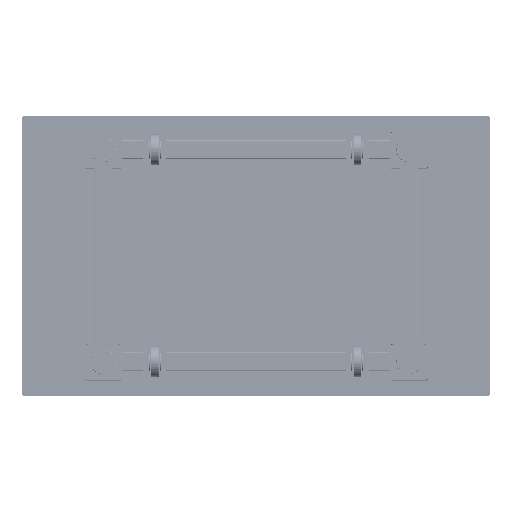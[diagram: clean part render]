
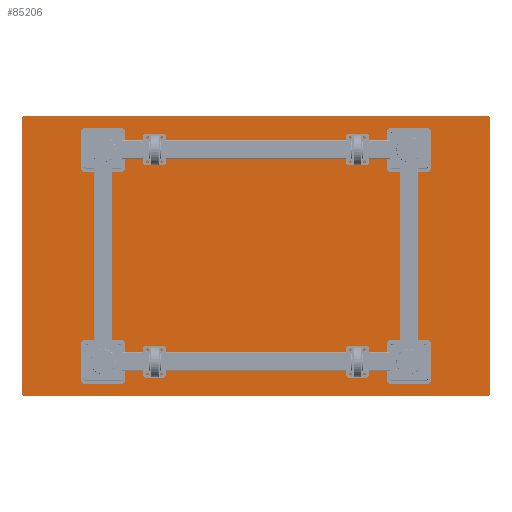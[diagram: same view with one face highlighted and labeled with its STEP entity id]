
A CAD part, top view. The second image highlights one B-rep face of the part: STEP entity #85206.
In plain terms, the highlighted planar face has unit normal (0, 0, 1).
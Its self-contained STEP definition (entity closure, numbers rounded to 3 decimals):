
#1638 = CARTESIAN_POINT ( 'NONE',  ( 679.587, 466.606, -299.001 ) ) ;
#1702 = AXIS2_PLACEMENT_3D ( 'NONE', #70168, #171353, #127032 ) ;
#8680 = ORIENTED_EDGE ( 'NONE', *, *, #88451, .T. ) ;
#9760 = DIRECTION ( 'NONE',  ( 0., 1., 0. ) ) ;
#9986 = EDGE_CURVE ( 'NONE', #158613, #25636, #98386, .T. ) ;
#12293 = CARTESIAN_POINT ( 'NONE',  ( 690.587, 466.606, -299.001 ) ) ;
#12439 = VECTOR ( 'NONE', #123634, 1000. ) ;
#14546 = DIRECTION ( 'NONE',  ( 0., -1., 0. ) ) ;
#21082 = CARTESIAN_POINT ( 'NONE',  ( -798.413, -422.394, -299.001 ) ) ;
#21530 = EDGE_CURVE ( 'NONE', #159772, #67211, #161154, .T. ) ;
#23496 = CARTESIAN_POINT ( 'NONE',  ( -798.413, 466.606, -299.001 ) ) ;
#25636 = VERTEX_POINT ( 'NONE', #12293 ) ;
#25759 = CARTESIAN_POINT ( 'NONE',  ( 690.587, -411.394, -299.001 ) ) ;
#25772 = VERTEX_POINT ( 'NONE', #136503 ) ;
#25821 = ORIENTED_EDGE ( 'NONE', *, *, #165677, .T. ) ;
#28050 = LINE ( 'NONE', #42521, #114566 ) ;
#29622 = ORIENTED_EDGE ( 'NONE', *, *, #161624, .T. ) ;
#31960 = CARTESIAN_POINT ( 'NONE',  ( 679.587, 466.606, -299.001 ) ) ;
#32873 = CIRCLE ( 'NONE', #115908, 11. ) ;
#40109 = CIRCLE ( 'NONE', #55391, 11. ) ;
#42521 = CARTESIAN_POINT ( 'NONE',  ( -809.413, 466.606, -299.001 ) ) ;
#43561 = FACE_OUTER_BOUND ( 'NONE', #78169, .T. ) ;
#53250 = ORIENTED_EDGE ( 'NONE', *, *, #144848, .T. ) ;
#55391 = AXIS2_PLACEMENT_3D ( 'NONE', #117441, #89501, #188741 ) ;
#60066 = ORIENTED_EDGE ( 'NONE', *, *, #21530, .T. ) ;
#64885 = LINE ( 'NONE', #93781, #12439 ) ;
#65674 = CIRCLE ( 'NONE', #111854, 11. ) ;
#67211 = VERTEX_POINT ( 'NONE', #147436 ) ;
#70168 = CARTESIAN_POINT ( 'NONE',  ( -798.413, -411.394, -299.001 ) ) ;
#74363 = DIRECTION ( 'NONE',  ( 0., 0., 1. ) ) ;
#75851 = DIRECTION ( 'NONE',  ( 0., 1., 0. ) ) ;
#78169 = EDGE_LOOP ( 'NONE', ( #133929, #29622, #25821, #8680, #53250, #128323, #60066, #155580 ) ) ;
#83214 = DIRECTION ( 'NONE',  ( 0., 1., 0. ) ) ;
#85206 = ADVANCED_FACE ( 'NONE', ( #43561 ), #118675, .T. ) ;
#88451 = EDGE_CURVE ( 'NONE', #190768, #180229, #65674, .T. ) ;
#89501 = DIRECTION ( 'NONE',  ( 0., 0., 1. ) ) ;
#93781 = CARTESIAN_POINT ( 'NONE',  ( 679.587, 477.606, -299.001 ) ) ;
#97020 = CIRCLE ( 'NONE', #1702, 11. ) ;
#98386 = LINE ( 'NONE', #185129, #170847 ) ;
#102356 = DIRECTION ( 'NONE',  ( 1., 0., 0. ) ) ;
#108703 = EDGE_CURVE ( 'NONE', #25772, #159772, #97020, .T. ) ;
#111854 = AXIS2_PLACEMENT_3D ( 'NONE', #23496, #169015, #83214 ) ;
#114566 = VECTOR ( 'NONE', #14546, 1000. ) ;
#115908 = AXIS2_PLACEMENT_3D ( 'NONE', #1638, #146219, #75851 ) ;
#117441 = CARTESIAN_POINT ( 'NONE',  ( 679.587, -411.394, -299.001 ) ) ;
#118675 = PLANE ( 'NONE',  #169515 ) ;
#122432 = CARTESIAN_POINT ( 'NONE',  ( 679.587, 477.606, -299.001 ) ) ;
#123634 = DIRECTION ( 'NONE',  ( -1., 0., 0. ) ) ;
#127032 = DIRECTION ( 'NONE',  ( 0., 1., 0. ) ) ;
#128323 = ORIENTED_EDGE ( 'NONE', *, *, #108703, .T. ) ;
#132252 = CARTESIAN_POINT ( 'NONE',  ( 679.587, -422.394, -299.001 ) ) ;
#133929 = ORIENTED_EDGE ( 'NONE', *, *, #9986, .T. ) ;
#136503 = CARTESIAN_POINT ( 'NONE',  ( -809.413, -411.394, -299.001 ) ) ;
#143954 = VECTOR ( 'NONE', #102356, 1000. ) ;
#144848 = EDGE_CURVE ( 'NONE', #180229, #25772, #28050, .T. ) ;
#146219 = DIRECTION ( 'NONE',  ( 0., 0., 1. ) ) ;
#147436 = CARTESIAN_POINT ( 'NONE',  ( 679.587, -422.394, -299.001 ) ) ;
#148570 = DIRECTION ( 'NONE',  ( 0., -1., 0. ) ) ;
#155580 = ORIENTED_EDGE ( 'NONE', *, *, #173766, .T. ) ;
#158613 = VERTEX_POINT ( 'NONE', #25759 ) ;
#159772 = VERTEX_POINT ( 'NONE', #21082 ) ;
#161154 = LINE ( 'NONE', #132252, #143954 ) ;
#161624 = EDGE_CURVE ( 'NONE', #25636, #173609, #32873, .T. ) ;
#165677 = EDGE_CURVE ( 'NONE', #173609, #190768, #64885, .T. ) ;
#166439 = CARTESIAN_POINT ( 'NONE',  ( -809.413, 466.606, -299.001 ) ) ;
#169015 = DIRECTION ( 'NONE',  ( 0., 0., 1. ) ) ;
#169515 = AXIS2_PLACEMENT_3D ( 'NONE', #31960, #74363, #148570 ) ;
#170847 = VECTOR ( 'NONE', #9760, 1000. ) ;
#171353 = DIRECTION ( 'NONE',  ( 0., 0., 1. ) ) ;
#173609 = VERTEX_POINT ( 'NONE', #122432 ) ;
#173766 = EDGE_CURVE ( 'NONE', #67211, #158613, #40109, .T. ) ;
#180229 = VERTEX_POINT ( 'NONE', #166439 ) ;
#185129 = CARTESIAN_POINT ( 'NONE',  ( 690.587, 466.606, -299.001 ) ) ;
#187575 = CARTESIAN_POINT ( 'NONE',  ( -798.413, 477.606, -299.001 ) ) ;
#188741 = DIRECTION ( 'NONE',  ( 0., 1., 0. ) ) ;
#190768 = VERTEX_POINT ( 'NONE', #187575 ) ;
